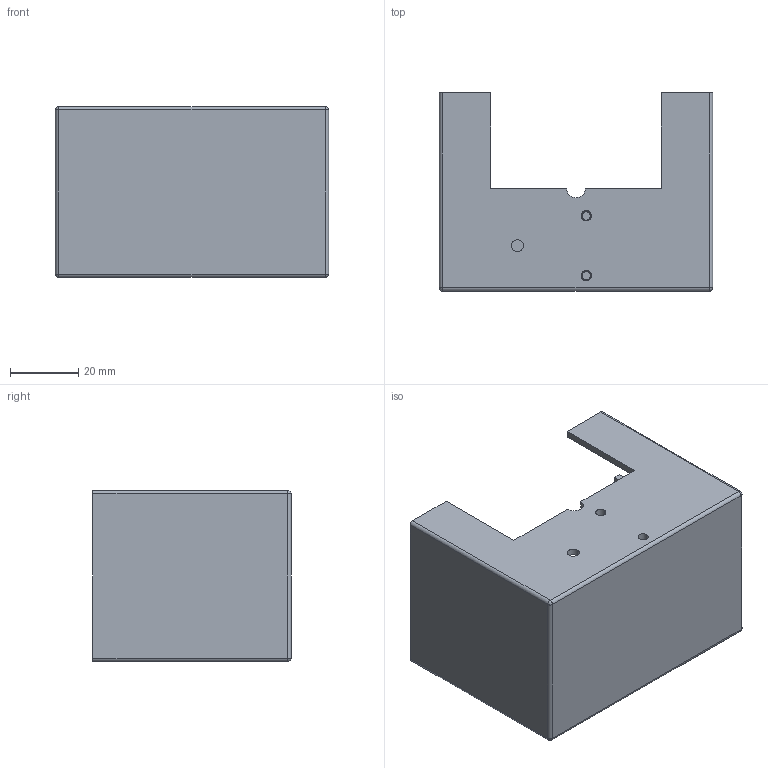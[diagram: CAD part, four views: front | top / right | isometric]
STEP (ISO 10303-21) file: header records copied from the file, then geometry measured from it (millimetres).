
FILE_DESCRIPTION (( 'STEP AP214' ), '1' );
FILE_NAME ('carregador_caixa.STEP', '2022-09-28T15:14:20', ( '' ), ( '' ), 'SwSTEP 2.0', 'SolidWorks 2020', '' );
FILE_SCHEMA (( 'AUTOMOTIVE_DESIGN' ));
Length unit declared in the file: millimetre
Products named in the file (1): carregador_caixa
Bounding box: 80 x 58 x 50 mm (x, y, z)
Volume: 46236.9 mm3; surface area: 33793.2 mm2
Topology: 1 solids, 1 shells, 243 faces, 654 edges, 404 vertices
Faces by surface type: cylinder 130, plane 83, sphere 15, torus 9, bspline 6
Entity records: 13206 total; most frequent: CARTESIAN_POINT 4757, ORIENTED_EDGE 1278, DIRECTION 1146, EDGE_CURVE 639, VERTEX_POINT 404, AXIS2_PLACEMENT_3D 401, VECTOR 344, LINE 344
